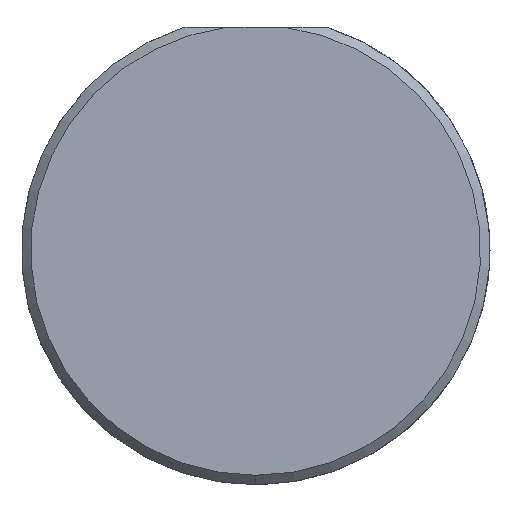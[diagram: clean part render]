
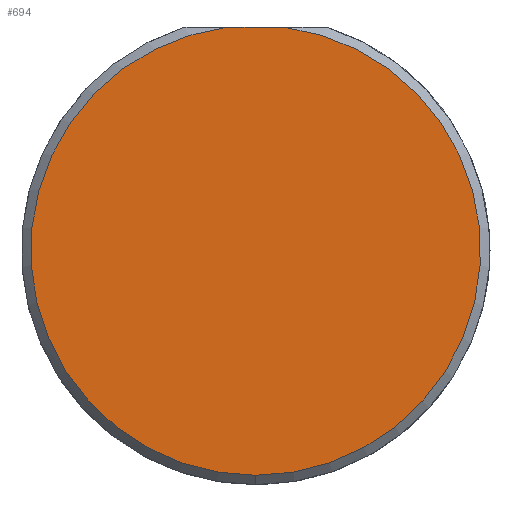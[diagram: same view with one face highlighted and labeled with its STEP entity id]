
A CAD part, left-side view. The second image highlights one B-rep face of the part: STEP entity #694.
In plain terms, the highlighted planar face has unit normal (-1, 0, 0).
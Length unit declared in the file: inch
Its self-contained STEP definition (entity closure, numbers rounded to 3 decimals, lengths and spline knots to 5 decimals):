
#41 = AXIS2_PLACEMENT_3D ( 'NONE', #51, #54, #656 ) ;
#46 = ORIENTED_EDGE ( 'NONE', *, *, #410, .T. ) ;
#51 = CARTESIAN_POINT ( 'NONE',  ( 0., 0., 0. ) ) ;
#54 = DIRECTION ( 'NONE',  ( -1., 0., 0. ) ) ;
#62 = CIRCLE ( 'NONE', #41, 0.23985 ) ;
#77 = AXIS2_PLACEMENT_3D ( 'NONE', #175, #648, #554 ) ;
#101 = ORIENTED_EDGE ( 'NONE', *, *, #469, .T. ) ;
#117 = CARTESIAN_POINT ( 'NONE',  ( 0., 0.24985, 0.23785 ) ) ;
#171 = PLANE ( 'NONE',  #77 ) ;
#175 = CARTESIAN_POINT ( 'NONE',  ( 0., 0., 0. ) ) ;
#190 = DIRECTION ( 'NONE',  ( -1., 0., 0. ) ) ;
#197 = DIRECTION ( 'NONE',  ( 0., 0., -1. ) ) ;
#232 = CARTESIAN_POINT ( 'NONE',  ( 0., -0.03091, 0.23785 ) ) ;
#286 = AXIS2_PLACEMENT_3D ( 'NONE', #578, #190, #197 ) ;
#345 = EDGE_CURVE ( 'NONE', #650, #378, #609, .T. ) ;
#376 = CARTESIAN_POINT ( 'NONE',  ( 0., 0., -0.23985 ) ) ;
#377 = DIRECTION ( 'NONE',  ( 0., 1., 0. ) ) ;
#378 = VERTEX_POINT ( 'NONE', #429 ) ;
#399 = EDGE_LOOP ( 'NONE', ( #684, #46, #101 ) ) ;
#410 = EDGE_CURVE ( 'NONE', #378, #658, #62, .T. ) ;
#429 = CARTESIAN_POINT ( 'NONE',  ( 0., 0.03091, 0.23785 ) ) ;
#469 = EDGE_CURVE ( 'NONE', #658, #650, #479, .T. ) ;
#479 = CIRCLE ( 'NONE', #286, 0.23985 ) ;
#554 = DIRECTION ( 'NONE',  ( 0., 0., -1. ) ) ;
#558 = VECTOR ( 'NONE', #377, 39.37008 ) ;
#578 = CARTESIAN_POINT ( 'NONE',  ( 0., 0., 0. ) ) ;
#609 = LINE ( 'NONE', #117, #558 ) ;
#648 = DIRECTION ( 'NONE',  ( 1., 0., 0. ) ) ;
#650 = VERTEX_POINT ( 'NONE', #232 ) ;
#656 = DIRECTION ( 'NONE',  ( 0., 0., -1. ) ) ;
#658 = VERTEX_POINT ( 'NONE', #376 ) ;
#684 = ORIENTED_EDGE ( 'NONE', *, *, #345, .T. ) ;
#694 = ADVANCED_FACE ( 'NONE', ( #704 ), #171, .F. ) ;
#704 = FACE_OUTER_BOUND ( 'NONE', #399, .T. ) ;
